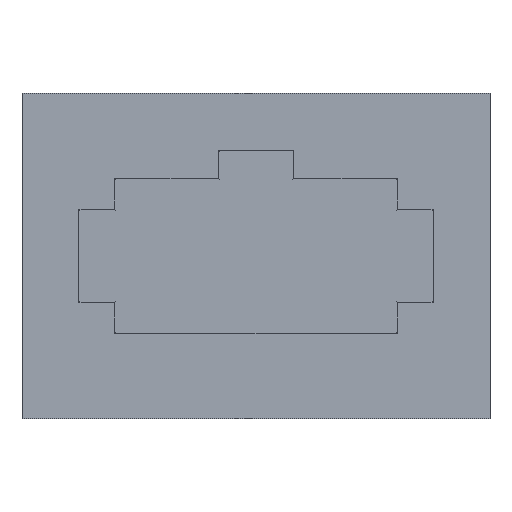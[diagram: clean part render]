
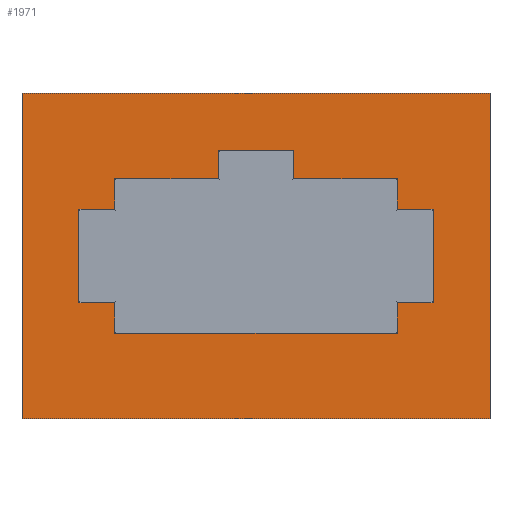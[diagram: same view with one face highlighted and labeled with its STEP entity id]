
A CAD part, top view. The second image highlights one B-rep face of the part: STEP entity #1971.
In plain terms, the highlighted planar face has unit normal (0, 0, 1).
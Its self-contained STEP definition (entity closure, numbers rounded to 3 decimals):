
#93=FACE_BOUND('',#282,.T.);
#157=FACE_OUTER_BOUND('',#281,.T.);
#281=EDGE_LOOP('',(#1535,#1536,#1537,#1538));
#282=EDGE_LOOP('',(#1539,#1540,#1541,#1542,#1543,#1544,#1545,#1546,#1547,
#1548,#1549,#1550,#1551,#1552,#1553,#1554));
#425=LINE('',#2947,#669);
#427=LINE('',#2955,#671);
#429=LINE('',#2961,#673);
#431=LINE('',#2967,#675);
#433=LINE('',#2973,#677);
#435=LINE('',#2979,#679);
#437=LINE('',#2985,#681);
#439=LINE('',#2991,#683);
#440=LINE('',#2997,#684);
#441=LINE('',#2999,#685);
#442=LINE('',#3003,#686);
#443=LINE('',#3007,#687);
#444=LINE('',#3011,#688);
#445=LINE('',#3015,#689);
#446=LINE('',#3019,#690);
#448=LINE('',#3022,#692);
#464=LINE('',#3057,#708);
#466=LINE('',#3061,#710);
#468=LINE('',#3065,#712);
#470=LINE('',#3068,#714);
#669=VECTOR('',#2365,10.);
#671=VECTOR('',#2373,10.);
#673=VECTOR('',#2379,10.);
#675=VECTOR('',#2385,10.);
#677=VECTOR('',#2391,10.);
#679=VECTOR('',#2397,10.);
#681=VECTOR('',#2403,10.);
#683=VECTOR('',#2409,10.);
#684=VECTOR('',#2418,10.);
#685=VECTOR('',#2421,10.);
#686=VECTOR('',#2426,10.);
#687=VECTOR('',#2431,10.);
#688=VECTOR('',#2436,10.);
#689=VECTOR('',#2441,10.);
#690=VECTOR('',#2446,10.);
#692=VECTOR('',#2450,10.);
#708=VECTOR('',#2490,10.);
#710=VECTOR('',#2494,10.);
#712=VECTOR('',#2498,10.);
#714=VECTOR('',#2502,10.);
#883=VERTEX_POINT('',#2945);
#884=VERTEX_POINT('',#2946);
#887=VERTEX_POINT('',#2954);
#889=VERTEX_POINT('',#2960);
#891=VERTEX_POINT('',#2966);
#893=VERTEX_POINT('',#2972);
#895=VERTEX_POINT('',#2978);
#897=VERTEX_POINT('',#2984);
#898=VERTEX_POINT('',#2989);
#899=VERTEX_POINT('',#2990);
#900=VERTEX_POINT('',#2995);
#901=VERTEX_POINT('',#3001);
#902=VERTEX_POINT('',#3005);
#903=VERTEX_POINT('',#3009);
#904=VERTEX_POINT('',#3013);
#905=VERTEX_POINT('',#3017);
#911=VERTEX_POINT('',#3054);
#912=VERTEX_POINT('',#3056);
#913=VERTEX_POINT('',#3060);
#914=VERTEX_POINT('',#3064);
#1073=EDGE_CURVE('',#883,#884,#425,.T.);
#1077=EDGE_CURVE('',#884,#887,#427,.T.);
#1080=EDGE_CURVE('',#887,#889,#429,.T.);
#1083=EDGE_CURVE('',#889,#891,#431,.T.);
#1086=EDGE_CURVE('',#891,#893,#433,.T.);
#1089=EDGE_CURVE('',#893,#895,#435,.T.);
#1092=EDGE_CURVE('',#895,#897,#437,.T.);
#1095=EDGE_CURVE('',#898,#899,#439,.T.);
#1099=EDGE_CURVE('',#899,#900,#440,.T.);
#1100=EDGE_CURVE('',#897,#898,#441,.T.);
#1102=EDGE_CURVE('',#900,#901,#442,.T.);
#1104=EDGE_CURVE('',#901,#902,#443,.T.);
#1106=EDGE_CURVE('',#902,#903,#444,.T.);
#1108=EDGE_CURVE('',#903,#904,#445,.T.);
#1110=EDGE_CURVE('',#904,#905,#446,.T.);
#1112=EDGE_CURVE('',#905,#883,#448,.T.);
#1128=EDGE_CURVE('',#912,#911,#464,.T.);
#1130=EDGE_CURVE('',#913,#912,#466,.T.);
#1132=EDGE_CURVE('',#914,#913,#468,.T.);
#1134=EDGE_CURVE('',#911,#914,#470,.T.);
#1535=ORIENTED_EDGE('',*,*,#1134,.T.);
#1536=ORIENTED_EDGE('',*,*,#1132,.T.);
#1537=ORIENTED_EDGE('',*,*,#1130,.T.);
#1538=ORIENTED_EDGE('',*,*,#1128,.T.);
#1539=ORIENTED_EDGE('',*,*,#1095,.T.);
#1540=ORIENTED_EDGE('',*,*,#1099,.T.);
#1541=ORIENTED_EDGE('',*,*,#1102,.T.);
#1542=ORIENTED_EDGE('',*,*,#1104,.T.);
#1543=ORIENTED_EDGE('',*,*,#1106,.T.);
#1544=ORIENTED_EDGE('',*,*,#1108,.T.);
#1545=ORIENTED_EDGE('',*,*,#1110,.T.);
#1546=ORIENTED_EDGE('',*,*,#1112,.T.);
#1547=ORIENTED_EDGE('',*,*,#1073,.T.);
#1548=ORIENTED_EDGE('',*,*,#1077,.T.);
#1549=ORIENTED_EDGE('',*,*,#1080,.T.);
#1550=ORIENTED_EDGE('',*,*,#1083,.T.);
#1551=ORIENTED_EDGE('',*,*,#1086,.T.);
#1552=ORIENTED_EDGE('',*,*,#1089,.T.);
#1553=ORIENTED_EDGE('',*,*,#1092,.T.);
#1554=ORIENTED_EDGE('',*,*,#1100,.T.);
#1865=PLANE('',#2136);
#1971=ADVANCED_FACE('',(#157,#93),#1865,.T.);
#2136=AXIS2_PLACEMENT_3D('',#3069,#2503,#2504);
#2365=DIRECTION('',(0.,1.,0.));
#2373=DIRECTION('',(-1.,0.,0.));
#2379=DIRECTION('',(0.,1.,0.));
#2385=DIRECTION('',(1.,0.,0.));
#2391=DIRECTION('',(0.,1.,0.));
#2397=DIRECTION('',(1.,0.,0.));
#2403=DIRECTION('',(0.,1.,0.));
#2409=DIRECTION('',(0.,-1.,0.));
#2418=DIRECTION('',(1.,0.,0.));
#2421=DIRECTION('',(1.,0.,0.));
#2426=DIRECTION('',(0.,-1.,0.));
#2431=DIRECTION('',(1.,0.,0.));
#2436=DIRECTION('',(0.,-1.,0.));
#2441=DIRECTION('',(-1.,0.,0.));
#2446=DIRECTION('',(0.,-1.,0.));
#2450=DIRECTION('',(-1.,0.,0.));
#2490=DIRECTION('',(1.,0.,0.));
#2494=DIRECTION('',(0.,-1.,0.));
#2498=DIRECTION('',(-1.,0.,0.));
#2502=DIRECTION('',(0.,1.,0.));
#2503=DIRECTION('center_axis',(0.,0.,1.));
#2504=DIRECTION('ref_axis',(1.,0.,0.));
#2945=CARTESIAN_POINT('',(-6.95,-3.8,2.2));
#2946=CARTESIAN_POINT('',(-6.95,-2.3,2.2));
#2947=CARTESIAN_POINT('',(-6.95,-1.05,2.2));
#2954=CARTESIAN_POINT('',(-8.7,-2.3,2.2));
#2955=CARTESIAN_POINT('',(-4.25,-2.3,2.2));
#2960=CARTESIAN_POINT('',(-8.7,2.3,2.2));
#2961=CARTESIAN_POINT('',(-8.7,1.05,2.2));
#2966=CARTESIAN_POINT('',(-6.95,2.3,2.2));
#2967=CARTESIAN_POINT('',(-3.375,2.3,2.2));
#2972=CARTESIAN_POINT('',(-6.95,3.8,2.2));
#2973=CARTESIAN_POINT('',(-6.95,1.8,2.2));
#2978=CARTESIAN_POINT('',(-1.85,3.8,2.2));
#2979=CARTESIAN_POINT('',(-0.825,3.8,2.2));
#2984=CARTESIAN_POINT('',(-1.85,5.2,2.2));
#2985=CARTESIAN_POINT('',(-1.85,2.5,2.2));
#2989=CARTESIAN_POINT('',(1.85,5.2,2.2));
#2990=CARTESIAN_POINT('',(1.85,3.8,2.2));
#2991=CARTESIAN_POINT('',(1.85,1.8,2.2));
#2995=CARTESIAN_POINT('',(6.95,3.8,2.2));
#2997=CARTESIAN_POINT('',(3.375,3.8,2.2));
#2999=CARTESIAN_POINT('',(0.825,5.2,2.2));
#3001=CARTESIAN_POINT('',(6.95,2.3,2.2));
#3003=CARTESIAN_POINT('',(6.95,1.05,2.2));
#3005=CARTESIAN_POINT('',(8.7,2.3,2.2));
#3007=CARTESIAN_POINT('',(4.25,2.3,2.2));
#3009=CARTESIAN_POINT('',(8.7,-2.3,2.2));
#3011=CARTESIAN_POINT('',(8.7,-1.05,2.2));
#3013=CARTESIAN_POINT('',(6.95,-2.3,2.2));
#3015=CARTESIAN_POINT('',(3.375,-2.3,2.2));
#3017=CARTESIAN_POINT('',(6.95,-3.8,2.2));
#3019=CARTESIAN_POINT('',(6.95,-1.8,2.2));
#3022=CARTESIAN_POINT('',(-3.375,-3.8,2.2));
#3054=CARTESIAN_POINT('',(11.5,-8.,2.2));
#3056=CARTESIAN_POINT('',(-11.5,-8.,2.2));
#3057=CARTESIAN_POINT('',(-11.5,-8.,2.2));
#3060=CARTESIAN_POINT('',(-11.5,8.,2.2));
#3061=CARTESIAN_POINT('',(-11.5,8.,2.2));
#3064=CARTESIAN_POINT('',(11.5,8.,2.2));
#3065=CARTESIAN_POINT('',(11.5,8.,2.2));
#3068=CARTESIAN_POINT('',(11.5,-8.,2.2));
#3069=CARTESIAN_POINT('Origin',(0.,0.,
2.2));
